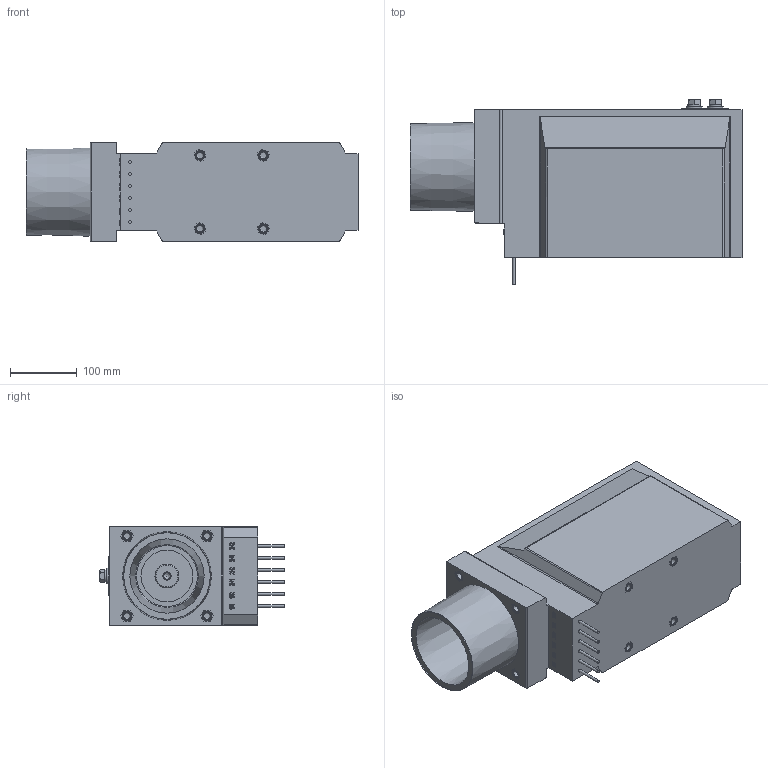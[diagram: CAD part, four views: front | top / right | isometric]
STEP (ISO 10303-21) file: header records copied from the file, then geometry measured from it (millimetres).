
FILE_DESCRIPTION(('STEP AP214'), '1');
FILE_NAME('ﾒﾋﾊ-ﾑﾒ-10-ﾒﾏﾋ-3 (5ﾀ-1500ﾀ)', '2023-09-15T06:52:59', ('UNSPECIFIED'), ('UNSPECIFIED'), 'ASCON STEP Converter 1.3', 'ASCON Math Kernel', '');
FILE_SCHEMA(('AUTOMOTIVE_DESIGN { 1 0 10303 214 3 1 1}'));
Length unit declared in the file: millimetre
Products named in the file (13): 屡扔.757461.022-00
Assembly tree (37 placements, depth 3):
  (unnamed)
    (unnamed)
      (unnamed)
      (unnamed)  x8
      屡扔.757461.022-00
      (unnamed)
    (unnamed)  x6
    (unnamed)  x6
    (unnamed)  x6
    (unnamed)  x2
    (unnamed)  x2
    (unnamed)  x2
    (unnamed)
Bounding box: 498 x 277 x 148 mm (x, y, z)
Volume: 12087924.2 mm3; surface area: 533907.7 mm2
Topology: 36 solids, 42 shells, 6317 faces, 17891 edges, 11907 vertices
Faces by surface type: plane 4014, cylinder 2240, cone 53, torus 10
Full cylindrical faces by diameter (mm): 4.2 x6, 5 x6, 5.3 x6, 9.5 x1, 10 x6, 10.106 x10, 10.9 x6, 12 x2, 12.5 x10, 13 x2, 15 x8, 20 x2, 24 x2, 36 x1, 55 x1, 65 x1, 78 x1, 129.649 x1
Entity records: 247447 total; most frequent: CARTESIAN_POINT 35971, ORIENTED_EDGE 34424, DIRECTION 33696, EDGE_CURVE 17212, LINE 12772, VECTOR 12772, VERTEX_POINT 11507, AXIS2_PLACEMENT_3D 10462
